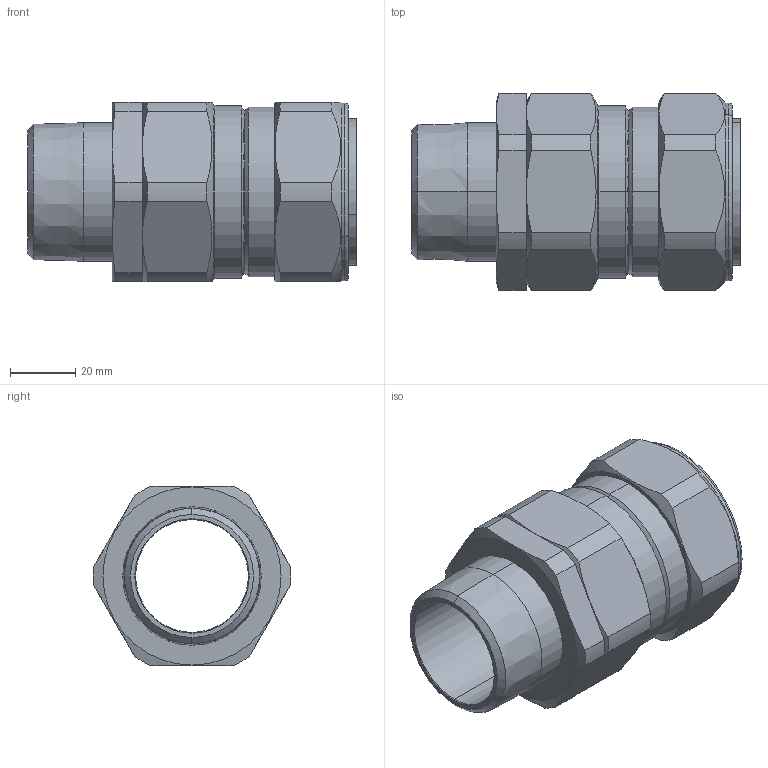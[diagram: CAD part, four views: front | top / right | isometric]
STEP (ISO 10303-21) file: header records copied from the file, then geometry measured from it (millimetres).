
FILE_DESCRIPTION (( 'STEP AP203' ), '1' );
FILE_NAME ('40PX2K%1RA034.STEP', '2021-05-11T13:45:47', ( '' ), ( '' ), 'SwSTEP 2.0', 'SolidWorks 2017', '' );
FILE_SCHEMA (( 'CONFIG_CONTROL_DESIGN' ));
Length unit declared in the file: millimetre
Products named in the file (1): 40PX2K%1RA034
Bounding box: 100.7 x 60.47 x 55 mm (x, y, z)
Volume: 107626.3 mm3; surface area: 32928.9 mm2
Topology: 1 solids, 1 shells, 106 faces, 246 edges, 150 vertices
Faces by surface type: cylinder 36, plane 34, cone 30, torus 6
Entity records: 3363 total; most frequent: CARTESIAN_POINT 867, DIRECTION 528, ORIENTED_EDGE 492, EDGE_CURVE 246, AXIS2_PLACEMENT_3D 219, VERTEX_POINT 150, EDGE_LOOP 116, CIRCLE 112
